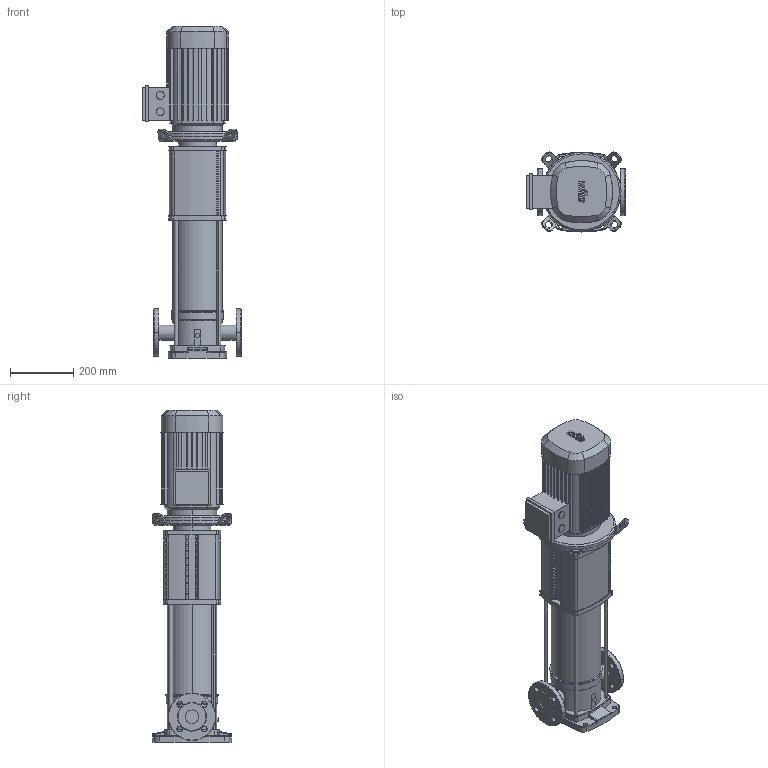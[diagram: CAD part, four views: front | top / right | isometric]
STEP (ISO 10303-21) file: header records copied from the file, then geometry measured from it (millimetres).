
FILE_DESCRIPTION((''),'2;1');
FILE_NAME('3d_HELIXV1009-1_25_E_K-4150553.stp','2016-08-24T08:36:44',(''),(''),'Mechanical Desktop 2009','Mechanical Desktop 2009',', , ');
FILE_SCHEMA(('CONFIG_CONTROL_DESIGN'));
Length unit declared in the file: millimetre
Products named in the file (1): Product
Bounding box: 315 x 252 x 1050.2 mm (x, y, z)
Volume: 24678961.7 mm3; surface area: 1679264.8 mm2
Topology: 18 solids, 18 shells, 1093 faces, 3003 edges, 1966 vertices
Faces by surface type: plane 531, bspline 296, cylinder 204, cone 36, torus 22, sphere 4
Entity records: 36314 total; most frequent: CARTESIAN_POINT 8189, ORIENTED_EDGE 6006, DIRECTION 5411, EDGE_CURVE 3003, VECTOR 2055, LINE 2055, VERTEX_POINT 1966, AXIS2_PLACEMENT_3D 1678
